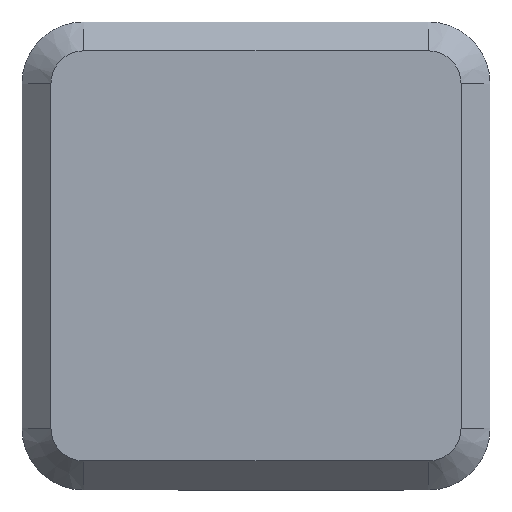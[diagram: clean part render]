
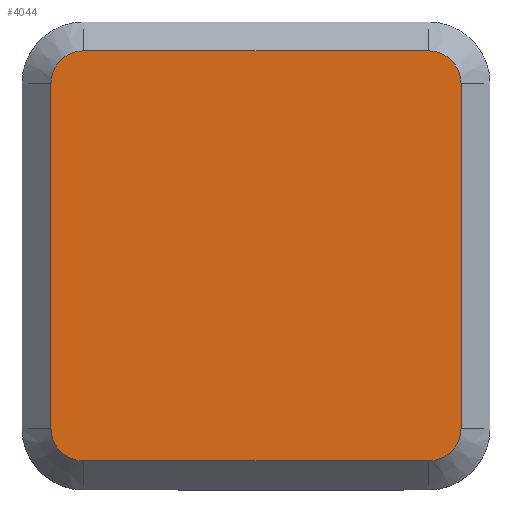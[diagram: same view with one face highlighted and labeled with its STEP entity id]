
A CAD part, top view. The second image highlights one B-rep face of the part: STEP entity #4044.
In plain terms, the highlighted planar face has unit normal (0, 0, 1).
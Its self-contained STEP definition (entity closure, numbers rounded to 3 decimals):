
#1893 = PLANE('',#1894);
#1894 = AXIS2_PLACEMENT_3D('',#1895,#1896,#1897);
#1895 = CARTESIAN_POINT('',(-14.,-16.65,5.5));
#1896 = DIRECTION('',(0.,1.,0.));
#1897 = DIRECTION('',(0.,0.,-1.));
#3488 = CYLINDRICAL_SURFACE('',#3489,2.65);
#3489 = AXIS2_PLACEMENT_3D('',#3490,#3491,#3492);
#3490 = CARTESIAN_POINT('',(14.,-14.,5.5));
#3491 = DIRECTION('',(0.,-0.,-1.));
#3492 = DIRECTION('',(0.,-1.,0.));
#3543 = CYLINDRICAL_SURFACE('',#3544,2.65);
#3544 = AXIS2_PLACEMENT_3D('',#3545,#3546,#3547);
#3545 = CARTESIAN_POINT('',(-14.,-14.,5.5));
#3546 = DIRECTION('',(0.,0.,-1.));
#3547 = DIRECTION('',(-1.,0.,0.));
#3581 = EDGE_CURVE('',#3582,#3584,#3586,.T.);
#3582 = VERTEX_POINT('',#3583);
#3583 = CARTESIAN_POINT('',(-14.,-16.65,5.5));
#3584 = VERTEX_POINT('',#3585);
#3585 = CARTESIAN_POINT('',(14.,-16.65,5.5));
#3586 = SURFACE_CURVE('',#3587,(#3591,#3598),.PCURVE_S1.);
#3587 = LINE('',#3588,#3589);
#3588 = CARTESIAN_POINT('',(-14.,-16.65,5.5));
#3589 = VECTOR('',#3590,1.);
#3590 = DIRECTION('',(1.,0.,0.));
#3591 = PCURVE('',#1893,#3592);
#3592 = DEFINITIONAL_REPRESENTATION('',(#3593),#3597);
#3593 = LINE('',#3594,#3595);
#3594 = CARTESIAN_POINT('',(0.,0.));
#3595 = VECTOR('',#3596,1.);
#3596 = DIRECTION('',(0.,-1.));
#3597 = ( GEOMETRIC_REPRESENTATION_CONTEXT(2) 
PARAMETRIC_REPRESENTATION_CONTEXT() REPRESENTATION_CONTEXT('2D SPACE',''
  ) );
#3598 = PCURVE('',#3599,#3604);
#3599 = PLANE('',#3600);
#3600 = AXIS2_PLACEMENT_3D('',#3601,#3602,#3603);
#3601 = CARTESIAN_POINT('',(0.,0.,5.5));
#3602 = DIRECTION('',(0.,0.,1.));
#3603 = DIRECTION('',(1.,0.,0.));
#3604 = DEFINITIONAL_REPRESENTATION('',(#3605),#3609);
#3605 = LINE('',#3606,#3607);
#3606 = CARTESIAN_POINT('',(-14.,-16.65));
#3607 = VECTOR('',#3608,1.);
#3608 = DIRECTION('',(1.,0.));
#3609 = ( GEOMETRIC_REPRESENTATION_CONTEXT(2) 
PARAMETRIC_REPRESENTATION_CONTEXT() REPRESENTATION_CONTEXT('2D SPACE',''
  ) );
#3685 = PLANE('',#3686);
#3686 = AXIS2_PLACEMENT_3D('',#3687,#3688,#3689);
#3687 = CARTESIAN_POINT('',(16.65,14.,4.3));
#3688 = DIRECTION('',(-1.,0.,0.));
#3689 = DIRECTION('',(0.,0.,1.));
#3747 = PLANE('',#3748);
#3748 = AXIS2_PLACEMENT_3D('',#3749,#3750,#3751);
#3749 = CARTESIAN_POINT('',(-16.65,14.,5.5));
#3750 = DIRECTION('',(1.,0.,0.));
#3751 = DIRECTION('',(0.,0.,-1.));
#3802 = CYLINDRICAL_SURFACE('',#3803,2.65);
#3803 = AXIS2_PLACEMENT_3D('',#3804,#3805,#3806);
#3804 = CARTESIAN_POINT('',(14.,14.,5.5));
#3805 = DIRECTION('',(0.,0.,-1.));
#3806 = DIRECTION('',(1.,0.,0.));
#3868 = PLANE('',#3869);
#3869 = AXIS2_PLACEMENT_3D('',#3870,#3871,#3872);
#3870 = CARTESIAN_POINT('',(-14.,16.65,4.3));
#3871 = DIRECTION('',(0.,-1.,0.));
#3872 = DIRECTION('',(0.,0.,1.));
#3919 = CYLINDRICAL_SURFACE('',#3920,2.65);
#3920 = AXIS2_PLACEMENT_3D('',#3921,#3922,#3923);
#3921 = CARTESIAN_POINT('',(-14.,14.,5.5));
#3922 = DIRECTION('',(0.,0.,-1.));
#3923 = DIRECTION('',(0.,1.,0.));
#3948 = EDGE_CURVE('',#3584,#3949,#3951,.T.);
#3949 = VERTEX_POINT('',#3950);
#3950 = CARTESIAN_POINT('',(16.65,-14.,5.5));
#3951 = SURFACE_CURVE('',#3952,(#3957,#3964),.PCURVE_S1.);
#3952 = CIRCLE('',#3953,2.65);
#3953 = AXIS2_PLACEMENT_3D('',#3954,#3955,#3956);
#3954 = CARTESIAN_POINT('',(14.,-14.,5.5));
#3955 = DIRECTION('',(0.,0.,1.));
#3956 = DIRECTION('',(0.,-1.,0.));
#3957 = PCURVE('',#3488,#3958);
#3958 = DEFINITIONAL_REPRESENTATION('',(#3959),#3963);
#3959 = LINE('',#3960,#3961);
#3960 = CARTESIAN_POINT('',(-0.,0.));
#3961 = VECTOR('',#3962,1.);
#3962 = DIRECTION('',(-1.,0.));
#3963 = ( GEOMETRIC_REPRESENTATION_CONTEXT(2) 
PARAMETRIC_REPRESENTATION_CONTEXT() REPRESENTATION_CONTEXT('2D SPACE',''
  ) );
#3964 = PCURVE('',#3599,#3965);
#3965 = DEFINITIONAL_REPRESENTATION('',(#3966),#3970);
#3966 = CIRCLE('',#3967,2.65);
#3967 = AXIS2_PLACEMENT_2D('',#3968,#3969);
#3968 = CARTESIAN_POINT('',(14.,-14.));
#3969 = DIRECTION('',(0.,-1.));
#3970 = ( GEOMETRIC_REPRESENTATION_CONTEXT(2) 
PARAMETRIC_REPRESENTATION_CONTEXT() REPRESENTATION_CONTEXT('2D SPACE',''
  ) );
#3998 = EDGE_CURVE('',#3999,#3582,#4001,.T.);
#3999 = VERTEX_POINT('',#4000);
#4000 = CARTESIAN_POINT('',(-16.65,-14.,5.5));
#4001 = SURFACE_CURVE('',#4002,(#4007,#4014),.PCURVE_S1.);
#4002 = CIRCLE('',#4003,2.65);
#4003 = AXIS2_PLACEMENT_3D('',#4004,#4005,#4006);
#4004 = CARTESIAN_POINT('',(-14.,-14.,5.5));
#4005 = DIRECTION('',(0.,0.,1.));
#4006 = DIRECTION('',(-1.,0.,0.));
#4007 = PCURVE('',#3543,#4008);
#4008 = DEFINITIONAL_REPRESENTATION('',(#4009),#4013);
#4009 = LINE('',#4010,#4011);
#4010 = CARTESIAN_POINT('',(-0.,0.));
#4011 = VECTOR('',#4012,1.);
#4012 = DIRECTION('',(-1.,0.));
#4013 = ( GEOMETRIC_REPRESENTATION_CONTEXT(2) 
PARAMETRIC_REPRESENTATION_CONTEXT() REPRESENTATION_CONTEXT('2D SPACE',''
  ) );
#4014 = PCURVE('',#3599,#4015);
#4015 = DEFINITIONAL_REPRESENTATION('',(#4016),#4020);
#4016 = CIRCLE('',#4017,2.65);
#4017 = AXIS2_PLACEMENT_2D('',#4018,#4019);
#4018 = CARTESIAN_POINT('',(-14.,-14.));
#4019 = DIRECTION('',(-1.,0.));
#4020 = ( GEOMETRIC_REPRESENTATION_CONTEXT(2) 
PARAMETRIC_REPRESENTATION_CONTEXT() REPRESENTATION_CONTEXT('2D SPACE',''
  ) );
#4044 = ADVANCED_FACE('',(#4045),#3599,.T.);
#4045 = FACE_BOUND('',#4046,.T.);
#4046 = EDGE_LOOP('',(#4047,#4070,#4071,#4072,#4073,#4096,#4120,#4143));
#4047 = ORIENTED_EDGE('',*,*,#4048,.T.);
#4048 = EDGE_CURVE('',#4049,#3999,#4051,.T.);
#4049 = VERTEX_POINT('',#4050);
#4050 = CARTESIAN_POINT('',(-16.65,14.,5.5));
#4051 = SURFACE_CURVE('',#4052,(#4056,#4063),.PCURVE_S1.);
#4052 = LINE('',#4053,#4054);
#4053 = CARTESIAN_POINT('',(-16.65,14.,5.5));
#4054 = VECTOR('',#4055,1.);
#4055 = DIRECTION('',(0.,-1.,0.));
#4056 = PCURVE('',#3599,#4057);
#4057 = DEFINITIONAL_REPRESENTATION('',(#4058),#4062);
#4058 = LINE('',#4059,#4060);
#4059 = CARTESIAN_POINT('',(-16.65,14.));
#4060 = VECTOR('',#4061,1.);
#4061 = DIRECTION('',(0.,-1.));
#4062 = ( GEOMETRIC_REPRESENTATION_CONTEXT(2) 
PARAMETRIC_REPRESENTATION_CONTEXT() REPRESENTATION_CONTEXT('2D SPACE',''
  ) );
#4063 = PCURVE('',#3747,#4064);
#4064 = DEFINITIONAL_REPRESENTATION('',(#4065),#4069);
#4065 = LINE('',#4066,#4067);
#4066 = CARTESIAN_POINT('',(0.,0.));
#4067 = VECTOR('',#4068,1.);
#4068 = DIRECTION('',(0.,-1.));
#4069 = ( GEOMETRIC_REPRESENTATION_CONTEXT(2) 
PARAMETRIC_REPRESENTATION_CONTEXT() REPRESENTATION_CONTEXT('2D SPACE',''
  ) );
#4070 = ORIENTED_EDGE('',*,*,#3998,.T.);
#4071 = ORIENTED_EDGE('',*,*,#3581,.T.);
#4072 = ORIENTED_EDGE('',*,*,#3948,.T.);
#4073 = ORIENTED_EDGE('',*,*,#4074,.F.);
#4074 = EDGE_CURVE('',#4075,#3949,#4077,.T.);
#4075 = VERTEX_POINT('',#4076);
#4076 = CARTESIAN_POINT('',(16.65,14.,5.5));
#4077 = SURFACE_CURVE('',#4078,(#4082,#4089),.PCURVE_S1.);
#4078 = LINE('',#4079,#4080);
#4079 = CARTESIAN_POINT('',(16.65,14.,5.5));
#4080 = VECTOR('',#4081,1.);
#4081 = DIRECTION('',(0.,-1.,0.));
#4082 = PCURVE('',#3599,#4083);
#4083 = DEFINITIONAL_REPRESENTATION('',(#4084),#4088);
#4084 = LINE('',#4085,#4086);
#4085 = CARTESIAN_POINT('',(16.65,14.));
#4086 = VECTOR('',#4087,1.);
#4087 = DIRECTION('',(0.,-1.));
#4088 = ( GEOMETRIC_REPRESENTATION_CONTEXT(2) 
PARAMETRIC_REPRESENTATION_CONTEXT() REPRESENTATION_CONTEXT('2D SPACE',''
  ) );
#4089 = PCURVE('',#3685,#4090);
#4090 = DEFINITIONAL_REPRESENTATION('',(#4091),#4095);
#4091 = LINE('',#4092,#4093);
#4092 = CARTESIAN_POINT('',(1.2,0.));
#4093 = VECTOR('',#4094,1.);
#4094 = DIRECTION('',(0.,-1.));
#4095 = ( GEOMETRIC_REPRESENTATION_CONTEXT(2) 
PARAMETRIC_REPRESENTATION_CONTEXT() REPRESENTATION_CONTEXT('2D SPACE',''
  ) );
#4096 = ORIENTED_EDGE('',*,*,#4097,.T.);
#4097 = EDGE_CURVE('',#4075,#4098,#4100,.T.);
#4098 = VERTEX_POINT('',#4099);
#4099 = CARTESIAN_POINT('',(14.,16.65,5.5));
#4100 = SURFACE_CURVE('',#4101,(#4106,#4113),.PCURVE_S1.);
#4101 = CIRCLE('',#4102,2.65);
#4102 = AXIS2_PLACEMENT_3D('',#4103,#4104,#4105);
#4103 = CARTESIAN_POINT('',(14.,14.,5.5));
#4104 = DIRECTION('',(0.,0.,1.));
#4105 = DIRECTION('',(1.,0.,0.));
#4106 = PCURVE('',#3599,#4107);
#4107 = DEFINITIONAL_REPRESENTATION('',(#4108),#4112);
#4108 = CIRCLE('',#4109,2.65);
#4109 = AXIS2_PLACEMENT_2D('',#4110,#4111);
#4110 = CARTESIAN_POINT('',(14.,14.));
#4111 = DIRECTION('',(1.,0.));
#4112 = ( GEOMETRIC_REPRESENTATION_CONTEXT(2) 
PARAMETRIC_REPRESENTATION_CONTEXT() REPRESENTATION_CONTEXT('2D SPACE',''
  ) );
#4113 = PCURVE('',#3802,#4114);
#4114 = DEFINITIONAL_REPRESENTATION('',(#4115),#4119);
#4115 = LINE('',#4116,#4117);
#4116 = CARTESIAN_POINT('',(-0.,0.));
#4117 = VECTOR('',#4118,1.);
#4118 = DIRECTION('',(-1.,0.));
#4119 = ( GEOMETRIC_REPRESENTATION_CONTEXT(2) 
PARAMETRIC_REPRESENTATION_CONTEXT() REPRESENTATION_CONTEXT('2D SPACE',''
  ) );
#4120 = ORIENTED_EDGE('',*,*,#4121,.F.);
#4121 = EDGE_CURVE('',#4122,#4098,#4124,.T.);
#4122 = VERTEX_POINT('',#4123);
#4123 = CARTESIAN_POINT('',(-14.,16.65,5.5));
#4124 = SURFACE_CURVE('',#4125,(#4129,#4136),.PCURVE_S1.);
#4125 = LINE('',#4126,#4127);
#4126 = CARTESIAN_POINT('',(-14.,16.65,5.5));
#4127 = VECTOR('',#4128,1.);
#4128 = DIRECTION('',(1.,0.,0.));
#4129 = PCURVE('',#3599,#4130);
#4130 = DEFINITIONAL_REPRESENTATION('',(#4131),#4135);
#4131 = LINE('',#4132,#4133);
#4132 = CARTESIAN_POINT('',(-14.,16.65));
#4133 = VECTOR('',#4134,1.);
#4134 = DIRECTION('',(1.,0.));
#4135 = ( GEOMETRIC_REPRESENTATION_CONTEXT(2) 
PARAMETRIC_REPRESENTATION_CONTEXT() REPRESENTATION_CONTEXT('2D SPACE',''
  ) );
#4136 = PCURVE('',#3868,#4137);
#4137 = DEFINITIONAL_REPRESENTATION('',(#4138),#4142);
#4138 = LINE('',#4139,#4140);
#4139 = CARTESIAN_POINT('',(1.2,0.));
#4140 = VECTOR('',#4141,1.);
#4141 = DIRECTION('',(0.,-1.));
#4142 = ( GEOMETRIC_REPRESENTATION_CONTEXT(2) 
PARAMETRIC_REPRESENTATION_CONTEXT() REPRESENTATION_CONTEXT('2D SPACE',''
  ) );
#4143 = ORIENTED_EDGE('',*,*,#4144,.T.);
#4144 = EDGE_CURVE('',#4122,#4049,#4145,.T.);
#4145 = SURFACE_CURVE('',#4146,(#4151,#4158),.PCURVE_S1.);
#4146 = CIRCLE('',#4147,2.65);
#4147 = AXIS2_PLACEMENT_3D('',#4148,#4149,#4150);
#4148 = CARTESIAN_POINT('',(-14.,14.,5.5));
#4149 = DIRECTION('',(0.,0.,1.));
#4150 = DIRECTION('',(0.,1.,0.));
#4151 = PCURVE('',#3599,#4152);
#4152 = DEFINITIONAL_REPRESENTATION('',(#4153),#4157);
#4153 = CIRCLE('',#4154,2.65);
#4154 = AXIS2_PLACEMENT_2D('',#4155,#4156);
#4155 = CARTESIAN_POINT('',(-14.,14.));
#4156 = DIRECTION('',(0.,1.));
#4157 = ( GEOMETRIC_REPRESENTATION_CONTEXT(2) 
PARAMETRIC_REPRESENTATION_CONTEXT() REPRESENTATION_CONTEXT('2D SPACE',''
  ) );
#4158 = PCURVE('',#3919,#4159);
#4159 = DEFINITIONAL_REPRESENTATION('',(#4160),#4164);
#4160 = LINE('',#4161,#4162);
#4161 = CARTESIAN_POINT('',(-0.,0.));
#4162 = VECTOR('',#4163,1.);
#4163 = DIRECTION('',(-1.,0.));
#4164 = ( GEOMETRIC_REPRESENTATION_CONTEXT(2) 
PARAMETRIC_REPRESENTATION_CONTEXT() REPRESENTATION_CONTEXT('2D SPACE',''
  ) );
